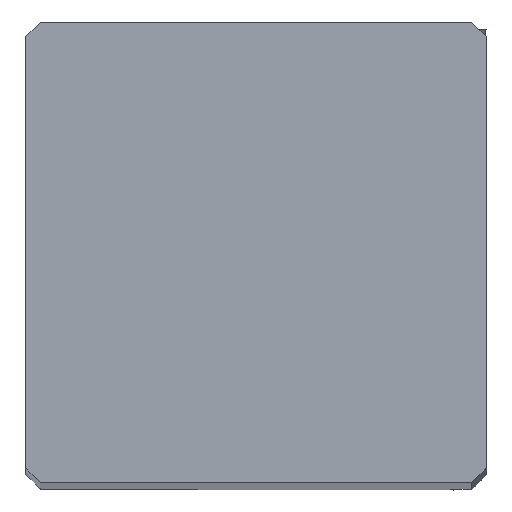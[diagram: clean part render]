
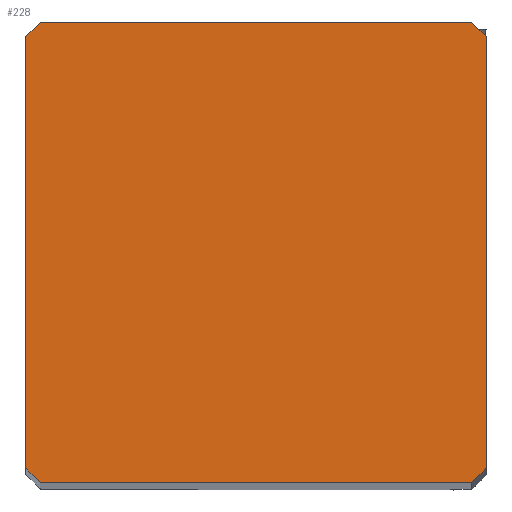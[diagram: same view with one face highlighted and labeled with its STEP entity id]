
A CAD part, top view. The second image highlights one B-rep face of the part: STEP entity #228.
In plain terms, the highlighted planar face has unit normal (0, 0, 1).
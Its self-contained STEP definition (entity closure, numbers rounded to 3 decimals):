
#148=FACE_OUTER_BOUND('',#357,.T.);
#228=ADVANCED_FACE('',(#148),#293,.T.);
#293=PLANE('',#1737);
#357=EDGE_LOOP('',(#585,#586,#587,#588,#589,#590,#591,#592));
#585=ORIENTED_EDGE('',*,*,#1108,.F.);
#586=ORIENTED_EDGE('',*,*,#1109,.F.);
#587=ORIENTED_EDGE('',*,*,#1047,.T.);
#588=ORIENTED_EDGE('',*,*,#1107,.F.);
#589=ORIENTED_EDGE('',*,*,#1110,.F.);
#590=ORIENTED_EDGE('',*,*,#1111,.F.);
#591=ORIENTED_EDGE('',*,*,#1112,.T.);
#592=ORIENTED_EDGE('',*,*,#1113,.F.);
#884=VERTEX_POINT('',#2420);
#885=VERTEX_POINT('',#2422);
#930=VERTEX_POINT('',#2576);
#931=VERTEX_POINT('',#2580);
#932=VERTEX_POINT('',#2581);
#933=VERTEX_POINT('',#2584);
#934=VERTEX_POINT('',#2586);
#935=VERTEX_POINT('',#2588);
#1047=EDGE_CURVE('',#885,#884,#1395,.T.);
#1107=EDGE_CURVE('',#930,#884,#1429,.T.);
#1108=EDGE_CURVE('',#931,#932,#1430,.T.);
#1109=EDGE_CURVE('',#885,#931,#1431,.T.);
#1110=EDGE_CURVE('',#933,#930,#1432,.T.);
#1111=EDGE_CURVE('',#934,#933,#1433,.T.);
#1112=EDGE_CURVE('',#934,#935,#1434,.T.);
#1113=EDGE_CURVE('',#932,#935,#1435,.T.);
#1395=LINE('',#2421,#1511);
#1429=LINE('',#2577,#1545);
#1430=LINE('',#2579,#1546);
#1431=LINE('',#2582,#1547);
#1432=LINE('',#2583,#1548);
#1433=LINE('',#2585,#1549);
#1434=LINE('',#2587,#1550);
#1435=LINE('',#2589,#1551);
#1511=VECTOR('',#1960,1.);
#1545=VECTOR('',#2066,1.);
#1546=VECTOR('',#2069,1.);
#1547=VECTOR('',#2070,1.);
#1548=VECTOR('',#2071,1.);
#1549=VECTOR('',#2072,1.);
#1550=VECTOR('',#2073,1.);
#1551=VECTOR('',#2074,1.);
#1737=AXIS2_PLACEMENT_3D('',#2590,#2075,#2076);
#1960=DIRECTION('',(1.,0.,0.));
#2066=DIRECTION('',(-0.707,-0.707,0.));
#2069=DIRECTION('',(0.,1.,0.));
#2070=DIRECTION('',(-0.707,0.707,0.));
#2071=DIRECTION('',(0.,-1.,0.));
#2072=DIRECTION('',(0.707,-0.707,0.));
#2073=DIRECTION('',(-1.,0.,0.));
#2074=DIRECTION('',(0.707,0.707,0.));
#2075=DIRECTION('',(0.,0.,1.));
#2076=DIRECTION('',(-1.,0.,0.));
#2420=CARTESIAN_POINT('',(15.375,0.,0.));
#2421=CARTESIAN_POINT('',(0.5,0.,0.));
#2422=CARTESIAN_POINT('',(0.5,0.,0.));
#2576=CARTESIAN_POINT('',(15.875,0.5,0.));
#2577=CARTESIAN_POINT('',(15.875,0.5,0.));
#2579=CARTESIAN_POINT('',(0.,0.5,0.));
#2580=CARTESIAN_POINT('',(0.,0.5,0.));
#2581=CARTESIAN_POINT('',(0.,15.375,0.));
#2582=CARTESIAN_POINT('',(0.5,0.,0.));
#2583=CARTESIAN_POINT('',(15.875,15.375,0.));
#2584=CARTESIAN_POINT('',(15.875,15.375,0.));
#2585=CARTESIAN_POINT('',(15.375,15.875,0.));
#2586=CARTESIAN_POINT('',(15.375,15.875,0.));
#2587=CARTESIAN_POINT('',(15.375,15.875,0.));
#2588=CARTESIAN_POINT('',(0.5,15.875,0.));
#2589=CARTESIAN_POINT('',(0.,15.375,0.));
#2590=CARTESIAN_POINT('',(7.938,7.938,0.));
